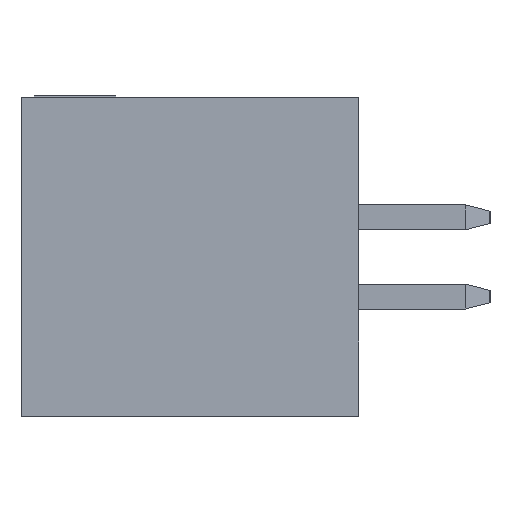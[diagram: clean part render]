
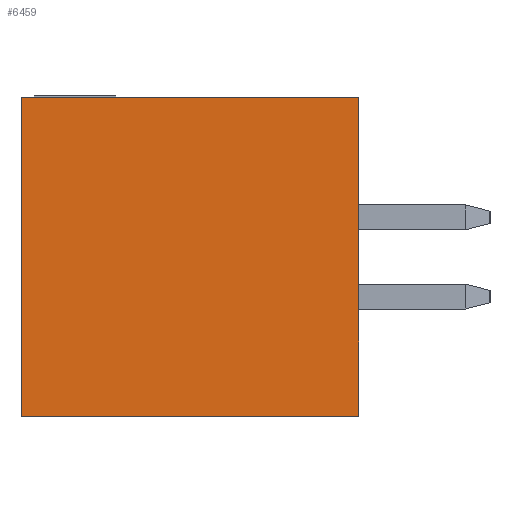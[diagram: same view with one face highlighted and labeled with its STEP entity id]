
A CAD part, left-side view. The second image highlights one B-rep face of the part: STEP entity #6459.
In plain terms, the highlighted free-form (B-spline) face has degree [1, 1] with [2, 2] control points.
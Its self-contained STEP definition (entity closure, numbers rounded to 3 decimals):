
#821 = B_SPLINE_SURFACE_WITH_KNOTS ( 'NONE', 1, 1, ( 
 ( #2200, #970 ),
 ( #4903, #3664 ) ),
 .UNSPECIFIED., .F., .F., .F.,
 ( 2, 2 ),
 ( 2, 2 ),
 ( 0., 5.1 ),
 ( 0., 5.4 ),
 .UNSPECIFIED. ) ;
#970 = CARTESIAN_POINT ( 'NONE',  ( -9.5, 5.4, -2.55 ) ) ;
#1151 = VERTEX_POINT ( 'NONE', #8075 ) ;
#1169 = CARTESIAN_POINT ( 'NONE',  ( -9.5, 0., -2.55 ) ) ;
#1579 = FACE_OUTER_BOUND ( 'NONE', #2391, .T. ) ;
#1631 = CARTESIAN_POINT ( 'NONE',  ( -9.5, 5.4, 2.55 ) ) ;
#2004 = ORIENTED_EDGE ( 'NONE', *, *, #4296, .F. ) ;
#2132 = ORIENTED_EDGE ( 'NONE', *, *, #6948, .T. ) ;
#2200 = CARTESIAN_POINT ( 'NONE',  ( -9.5, 0., -2.55 ) ) ;
#2349 = B_SPLINE_CURVE_WITH_KNOTS ( 'NONE', 1,
 ( #1631, #4911 ),
 .UNSPECIFIED., .F., .F.,
 ( 2, 2 ),
 ( 0., 1. ),
 .UNSPECIFIED. ) ;
#2391 = EDGE_LOOP ( 'NONE', ( #2004, #2132, #2808, #3161 ) ) ;
#2448 = CARTESIAN_POINT ( 'NONE',  ( -9.5, 0., -2.55 ) ) ;
#2808 = ORIENTED_EDGE ( 'NONE', *, *, #3537, .F. ) ;
#3161 = ORIENTED_EDGE ( 'NONE', *, *, #5127, .F. ) ;
#3537 = EDGE_CURVE ( 'NONE', #1151, #7523, #5967, .T. ) ;
#3664 = CARTESIAN_POINT ( 'NONE',  ( -9.5, 5.4, 2.55 ) ) ;
#3696 = CARTESIAN_POINT ( 'NONE',  ( -9.5, 5.4, 2.55 ) ) ;
#3873 = CARTESIAN_POINT ( 'NONE',  ( -9.5, 5.4, -2.55 ) ) ;
#4296 = EDGE_CURVE ( 'NONE', #5644, #7704, #6366, .T. ) ;
#4829 = B_SPLINE_CURVE_WITH_KNOTS ( 'NONE', 1,
 ( #3873, #2448 ),
 .UNSPECIFIED., .F., .F.,
 ( 2, 2 ),
 ( 0., 1. ),
 .UNSPECIFIED. ) ;
#4903 = CARTESIAN_POINT ( 'NONE',  ( -9.5, 0., 2.55 ) ) ;
#4911 = CARTESIAN_POINT ( 'NONE',  ( -9.5, 0., 2.55 ) ) ;
#5020 = CARTESIAN_POINT ( 'NONE',  ( -9.5, 5.4, 2.55 ) ) ;
#5127 = EDGE_CURVE ( 'NONE', #7704, #1151, #2349, .T. ) ;
#5290 = CARTESIAN_POINT ( 'NONE',  ( -9.5, 5.4, -2.55 ) ) ;
#5644 = VERTEX_POINT ( 'NONE', #5290 ) ;
#5967 = B_SPLINE_CURVE_WITH_KNOTS ( 'NONE', 1,
 ( #6646, #1169 ),
 .UNSPECIFIED., .F., .F.,
 ( 2, 2 ),
 ( 0., 1. ),
 .UNSPECIFIED. ) ;
#6366 = B_SPLINE_CURVE_WITH_KNOTS ( 'NONE', 1,
 ( #8444, #5020 ),
 .UNSPECIFIED., .F., .F.,
 ( 2, 2 ),
 ( 0., 1. ),
 .UNSPECIFIED. ) ;
#6459 = ADVANCED_FACE ( 'NONE', ( #1579 ), #821, .T. ) ;
#6646 = CARTESIAN_POINT ( 'NONE',  ( -9.5, 0., 2.55 ) ) ;
#6948 = EDGE_CURVE ( 'NONE', #5644, #7523, #4829, .T. ) ;
#7523 = VERTEX_POINT ( 'NONE', #8185 ) ;
#7704 = VERTEX_POINT ( 'NONE', #3696 ) ;
#8075 = CARTESIAN_POINT ( 'NONE',  ( -9.5, 0., 2.55 ) ) ;
#8185 = CARTESIAN_POINT ( 'NONE',  ( -9.5, 0., -2.55 ) ) ;
#8444 = CARTESIAN_POINT ( 'NONE',  ( -9.5, 5.4, -2.55 ) ) ;
